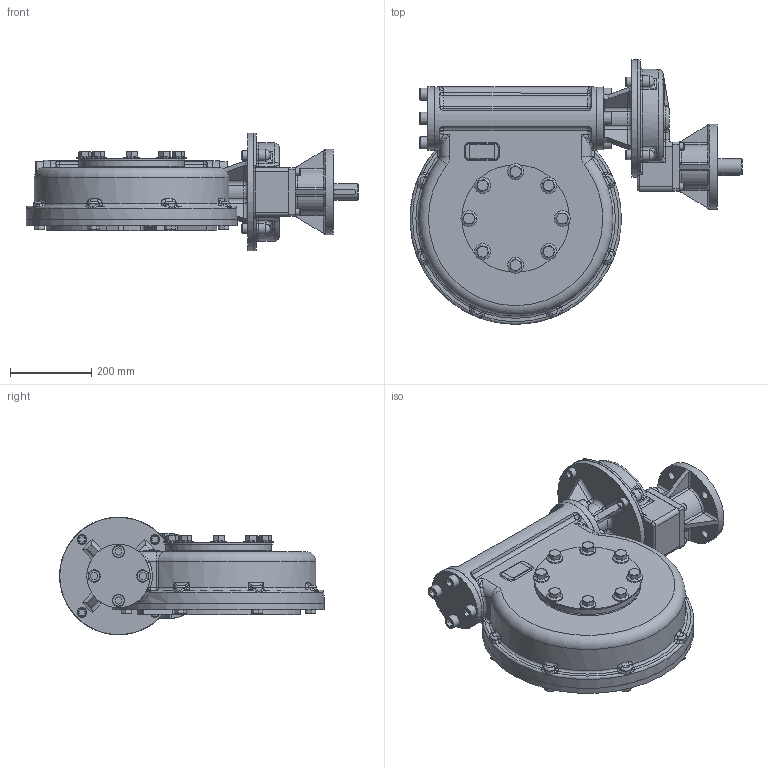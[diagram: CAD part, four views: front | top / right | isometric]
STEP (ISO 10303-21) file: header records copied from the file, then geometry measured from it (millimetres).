
FILE_DESCRIPTION(/* description */ ('Unknown'),/* implementation_level */ '2;1');
FILE_NAME(/* name */ 'PUB-MTW8IRL-F16-F35',/* time_stamp */ '2015-12-09T14:14:27+00:00',/* author */ ('Unknown'),/* organization */ ('Unknown'),/* preprocessor_version */ 'ST-DEVELOPER v16',/* originating_system */ 'DEX',/* authorisation */ $);
FILE_SCHEMA (('AUTOMOTIVE_DESIGN {1 0 10303 214 3 1 1}'));
Products named in the file (1): PUB-MTW8IRL-F16-F35
Bounding box: 817.19 x 650.94 x 289.28 mm (x, y, z)
Surface area: 1545107.3 mm2 (no closed solid volume)
Topology: 0 solids, 45 shells, 1042 faces, 2666 edges, 1573 vertices
Faces by surface type: plane 364, cylinder 243, cone 138, torus 128, bspline 103, sphere 66
Full cylindrical faces by diameter (mm): 16.5 x8, 18 x4, 20.5 x4, 24 x4, 26.211 x8, 30 x8, 39 x8, 40 x1, 50 x1, 130 x1, 155 x1, 195 x1, 210 x1, 260 x1, 265 x1, 289 x1, 440 x1, 520 x1
Entity records: 51161 total; most frequent: CARTESIAN_POINT 25285, DIRECTION 4789, ORIENTED_EDGE 4558, EDGE_CURVE 2423, AXIS2_PLACEMENT_3D 1998, VERTEX_POINT 1528, FACE_BOUND 1270, EDGE_LOOP 1262
